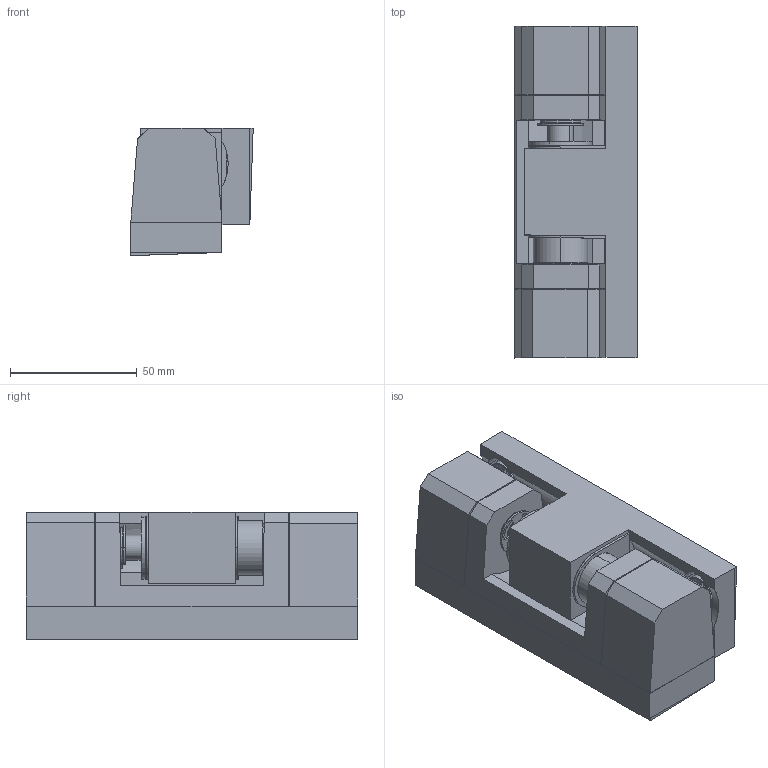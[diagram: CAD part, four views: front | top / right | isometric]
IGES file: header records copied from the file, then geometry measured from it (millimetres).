
Start section: SolidWorks IGES file using analytic representation for surfaces
Global section: file name: FB-931-L.IGS; native system: SolidWorks 2012; preprocessor: SolidWorks 2012; author: 1337yo; date: 150512.163725; units: millimetre
Bounding box: 48.33 x 131 x 50.26 mm (x, y, z)
Surface area: 69363.5 mm2 (no closed solid volume)
Topology: 0 solids, 0 shells, 292 faces, 4155 edges, 4155 vertices
Faces by surface type: bspline 151, revolution 141
